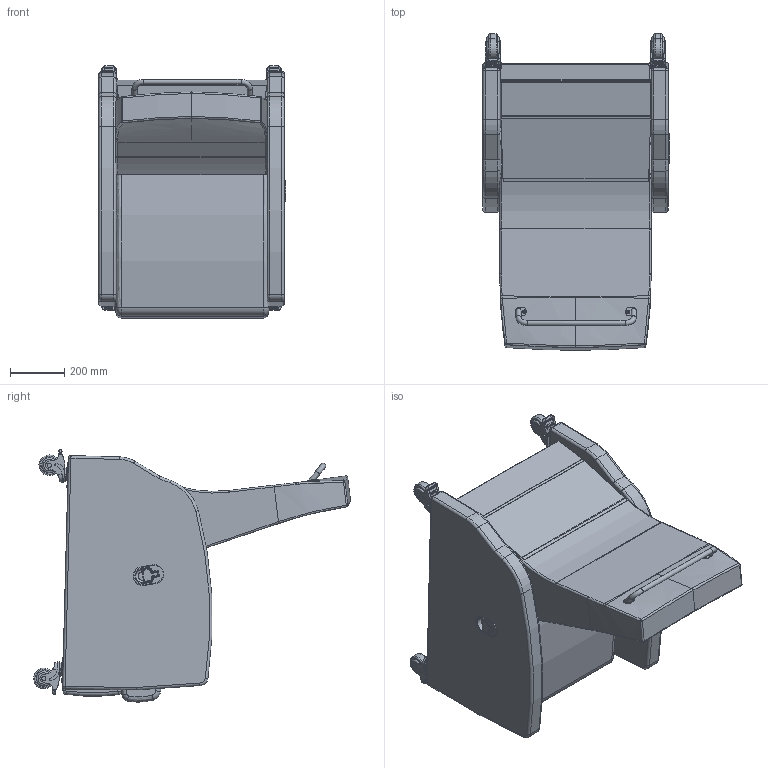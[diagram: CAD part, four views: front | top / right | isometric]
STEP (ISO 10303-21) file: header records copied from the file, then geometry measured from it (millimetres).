
FILE_DESCRIPTION(/* description */ (''),/* implementation_level */ '2;1');
FILE_NAME(/* name */ 'E3217F.stp',/* time_stamp */ '2017-09-13T09:22:35-04:00',/* author */ ('emehringer'),/* organization */ (''),/* preprocessor_version */ 'ST-DEVELOPER v16.5',/* originating_system */ 'Autodesk Inventor 2017',/* authorisation */ '');
FILE_SCHEMA (('AUTOMOTIVE_DESIGN { 1 0 10303 214 3 1 1 }'));
Length unit declared in the file: inch
Products named in the file (24): E3217F; E3010 UBACK; E3010 UBACK_1; PB3; PUSH BAR 17.625; PUSH BAR 17.625_1; PUSH BAR 17.625 right side; 1420X1.5 PSHPB; E3010 UKP; E3010 USEAT; E3010 UKO rounded; E3010 UBACK FLAP; E3010 FARM L (FOR E3217); E3010 FARM R; CABLE LEVER; CAST COL 4inSLB; _NG-03AMP-125-TL-TP01_fork; _TP01_Next Generation Series_0; _NG-03QDP-125-SW-TP01_rivet; _NG-03AMP-125-TL-TP01_wheel_core; _NG-03AMP-125-TL-TP01_wheel_tread; _NG-03AMP-125-TL-TP01_wheel_guard; _NG-03AMP-125-TL-TP01_wheel_tguard; _NG-03AMP-125-TL-TP01_cap
Assembly tree (29 placements, depth 5):
  E3217F
    E3010 UBACK
      E3010 UBACK_1
      PB3
        PUSH BAR 17.625
          PUSH BAR 17.625_1
          PUSH BAR 17.625 right side
        1420X1.5 PSHPB  x2
    E3010 UKP
    E3010 USEAT
    E3010 UKO rounded
    E3010 UBACK FLAP
    E3010 FARM L (FOR E3217)
    E3010 FARM R
    CABLE LEVER  x2
    CAST COL 4inSLB  x4
      _NG-03AMP-125-TL-TP01_fork
      _TP01_Next Generation Series_0
      _NG-03QDP-125-SW-TP01_rivet
      _NG-03AMP-125-TL-TP01_wheel_core
      _NG-03AMP-125-TL-TP01_wheel_tread
      _NG-03AMP-125-TL-TP01_wheel_guard
      _NG-03AMP-125-TL-TP01_wheel_tguard
      _NG-03AMP-125-TL-TP01_cap
Bounding box: 694.56 x 1171.76 x 932.23 mm (x, y, z)
Volume: 166309667.7 mm3; surface area: 5665784.6 mm2
Topology: 51 solids, 62 shells, 1348 faces, 3152 edges, 1966 vertices
Faces by surface type: cylinder 596, plane 471, torus 142, bspline 67, sphere 38, cone 34
Full cylindrical faces by diameter (mm): 6.35 x10, 7.938 x2, 9.525 x2, 11.989 x4, 12.497 x2, 14.877 x4, 15.062 x4, 15.24 x8, 19.05 x3, 19.075 x4, 25.4 x4, 31.75 x1, 38.049 x4, 44.298 x4, 52.273 x4, 55.372 x8, 57.15 x8, 76.2 x4
Entity records: 32463 total; most frequent: CARTESIAN_POINT 16546, DIRECTION 3473, ORIENTED_EDGE 2956, EDGE_CURVE 1478, AXIS2_PLACEMENT_3D 1434, VERTEX_POINT 923, EDGE_LOOP 779, CIRCLE 713
